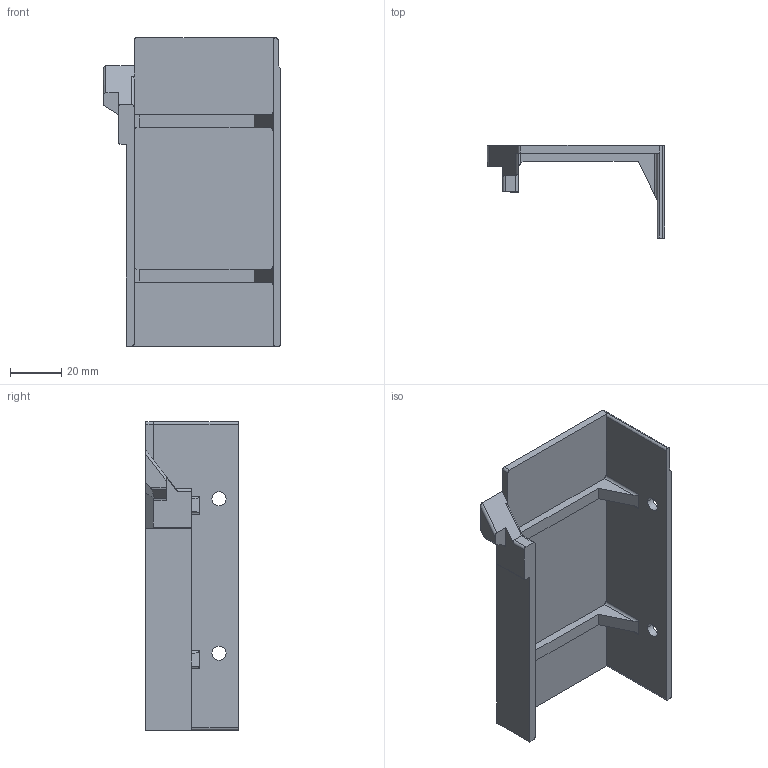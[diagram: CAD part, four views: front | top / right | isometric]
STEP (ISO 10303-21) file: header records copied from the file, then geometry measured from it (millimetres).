
FILE_DESCRIPTION (( 'STEP AP203' ), '1' );
FILE_NAME ('Bed mechanics cover MIRROR.STEP', '2022-06-12T13:44:29', ( '' ), ( '' ), 'SwSTEP 2.0', 'SolidWorks 2020', '' );
FILE_SCHEMA (( 'CONFIG_CONTROL_DESIGN' ));
Length unit declared in the file: millimetre
Products named in the file (1): Bed mechanics cover MIRROR
Bounding box: 69 x 36 x 120 mm (x, y, z)
Volume: 40922.4 mm3; surface area: 27576.5 mm2
Topology: 1 solids, 1 shells, 59 faces, 168 edges, 111 vertices
Faces by surface type: plane 34, cylinder 25
Entity records: 1996 total; most frequent: CARTESIAN_POINT 390, ORIENTED_EDGE 336, DIRECTION 304, EDGE_CURVE 168, LINE 118, VECTOR 118, VERTEX_POINT 111, AXIS2_PLACEMENT_3D 93
